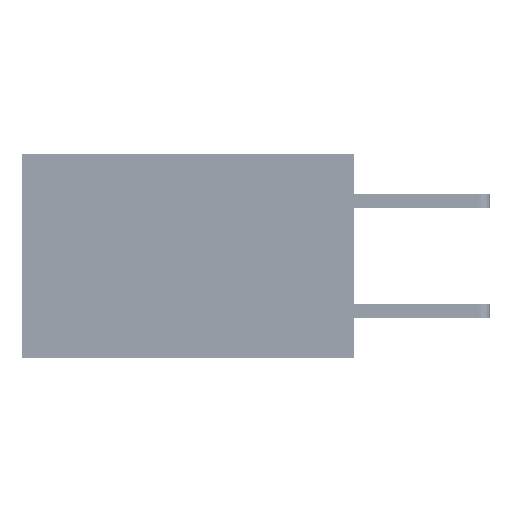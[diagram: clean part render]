
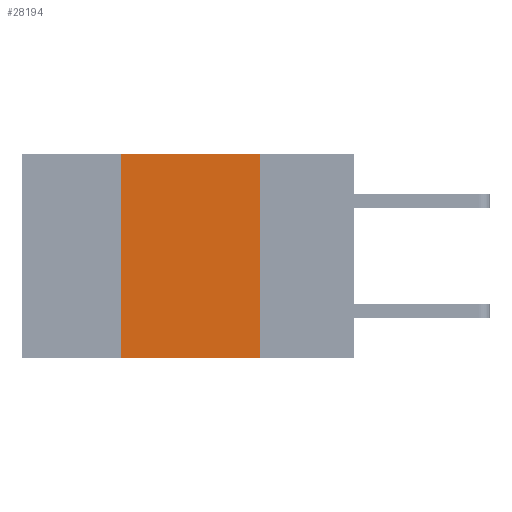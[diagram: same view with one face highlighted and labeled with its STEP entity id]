
A CAD part, left-side view. The second image highlights one B-rep face of the part: STEP entity #28194.
In plain terms, the highlighted planar face has unit normal (-1, 0, 0).
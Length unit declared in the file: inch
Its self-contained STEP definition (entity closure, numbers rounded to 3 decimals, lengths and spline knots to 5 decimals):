
#81 = VECTOR ( 'NONE', #12939, 39.37008 ) ;
#192 = DIRECTION ( 'NONE',  ( 0., 0., -1. ) ) ;
#813 = CARTESIAN_POINT ( 'NONE',  ( 0., 0.42, -0.37 ) ) ;
#1485 = VECTOR ( 'NONE', #192, 39.37008 ) ;
#2148 = ORIENTED_EDGE ( 'NONE', *, *, #29033, .F. ) ;
#2198 = PLANE ( 'NONE',  #23497 ) ;
#3351 = ORIENTED_EDGE ( 'NONE', *, *, #30271, .T. ) ;
#3417 = CARTESIAN_POINT ( 'NONE',  ( 0., 0.17, -0.37 ) ) ;
#3874 = CARTESIAN_POINT ( 'NONE',  ( 0., 0.42, 0. ) ) ;
#6366 = VERTEX_POINT ( 'NONE', #813 ) ;
#7997 = DIRECTION ( 'NONE',  ( 0., -1., 0. ) ) ;
#8562 = CARTESIAN_POINT ( 'NONE',  ( 0., 0.6, 0. ) ) ;
#8675 = CARTESIAN_POINT ( 'NONE',  ( 0., 0.17, 0. ) ) ;
#8999 = CARTESIAN_POINT ( 'NONE',  ( 0., 0.42, 0. ) ) ;
#9432 = LINE ( 'NONE', #3874, #81 ) ;
#9639 = LINE ( 'NONE', #25889, #1485 ) ;
#9760 = EDGE_CURVE ( 'NONE', #6366, #30439, #9432, .T. ) ;
#11163 = EDGE_CURVE ( 'NONE', #12500, #14799, #9639, .T. ) ;
#11296 = CARTESIAN_POINT ( 'NONE',  ( 0., 0.6, -0.37 ) ) ;
#11759 = VECTOR ( 'NONE', #13763, 39.37008 ) ;
#12196 = EDGE_LOOP ( 'NONE', ( #36491, #2148, #38082, #3351 ) ) ;
#12500 = VERTEX_POINT ( 'NONE', #8675 ) ;
#12939 = DIRECTION ( 'NONE',  ( 0., 0., 1. ) ) ;
#13763 = DIRECTION ( 'NONE',  ( 0., -1., 0. ) ) ;
#14799 = VERTEX_POINT ( 'NONE', #3417 ) ;
#21506 = DIRECTION ( 'NONE',  ( 1., 0., 0. ) ) ;
#23497 = AXIS2_PLACEMENT_3D ( 'NONE', #8562, #21506, #34060 ) ;
#23627 = LINE ( 'NONE', #26917, #11759 ) ;
#25889 = CARTESIAN_POINT ( 'NONE',  ( 0., 0.17, 0. ) ) ;
#26917 = CARTESIAN_POINT ( 'NONE',  ( 0., 0.6, 0. ) ) ;
#28194 = ADVANCED_FACE ( 'NONE', ( #37128 ), #2198, .F. ) ;
#29033 = EDGE_CURVE ( 'NONE', #30439, #12500, #23627, .T. ) ;
#30199 = VECTOR ( 'NONE', #7997, 39.37008 ) ;
#30217 = LINE ( 'NONE', #11296, #30199 ) ;
#30271 = EDGE_CURVE ( 'NONE', #6366, #14799, #30217, .T. ) ;
#30439 = VERTEX_POINT ( 'NONE', #8999 ) ;
#34060 = DIRECTION ( 'NONE',  ( 0., 0., -1. ) ) ;
#36491 = ORIENTED_EDGE ( 'NONE', *, *, #11163, .F. ) ;
#37128 = FACE_OUTER_BOUND ( 'NONE', #12196, .T. ) ;
#38082 = ORIENTED_EDGE ( 'NONE', *, *, #9760, .F. ) ;
